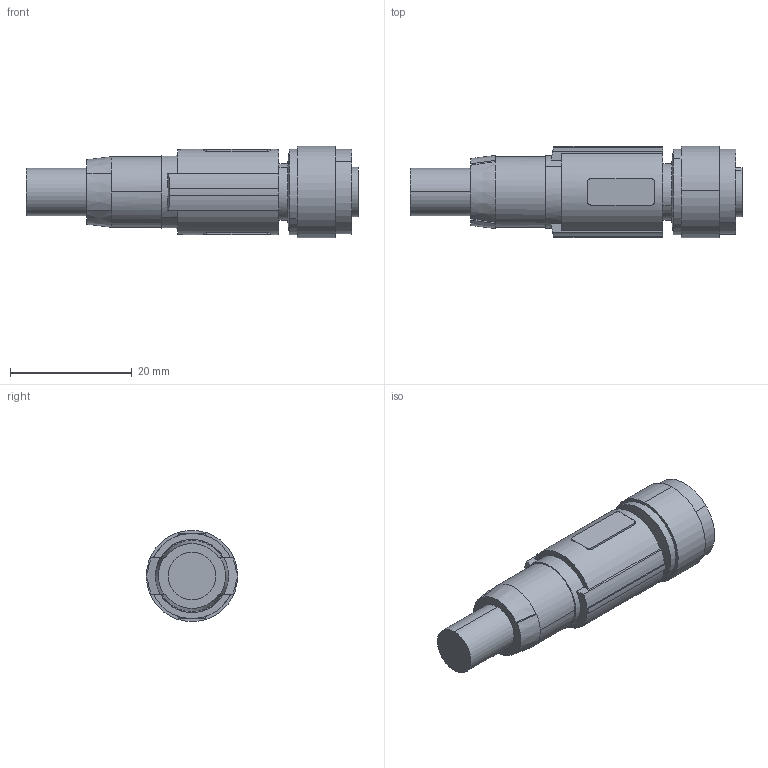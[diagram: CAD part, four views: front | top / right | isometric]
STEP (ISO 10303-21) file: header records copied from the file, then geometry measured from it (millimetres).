
FILE_DESCRIPTION((''),'2;1');
FILE_NAME('V15B-G-XM-001','2013-09-04T',('mabamberg'),(''),'PRO/ENGINEER BY PARAMETRIC TECHNOLOGY CORPORATION, 2013050','PRO/ENGINEER BY PARAMETRIC TECHNOLOGY CORPORATION, 2013050','');
FILE_SCHEMA(('CONFIG_CONTROL_DESIGN'));
Length unit declared in the file: millimetre
Products named in the file (1): V15B-G-XM-001
Bounding box: 54.5 x 15 x 14.99 mm (x, y, z)
Surface area: 3172.3 mm2 (no closed solid volume)
Topology: 0 solids, 1 shells, 110 faces, 286 edges, 192 vertices
Faces by surface type: plane 48, cylinder 46, cone 16
Entity records: 4521 total; most frequent: CARTESIAN_POINT 709, DIRECTION 616, ORIENTED_EDGE 572, EDGE_CURVE 286, AXIS2_PLACEMENT_3D 246, VERTEX_POINT 192, FILL_AREA_STYLE_COLOUR 144, FILL_AREA_STYLE 144
